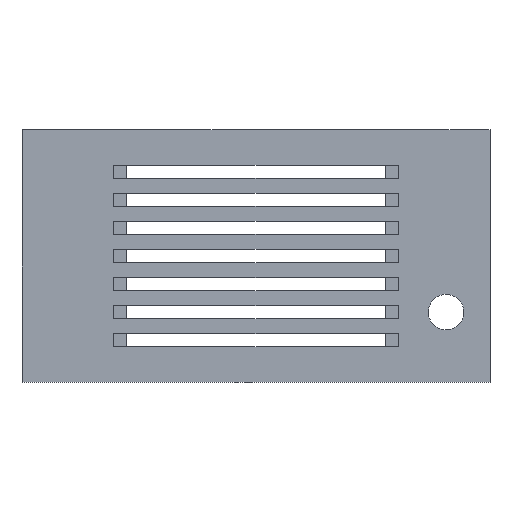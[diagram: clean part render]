
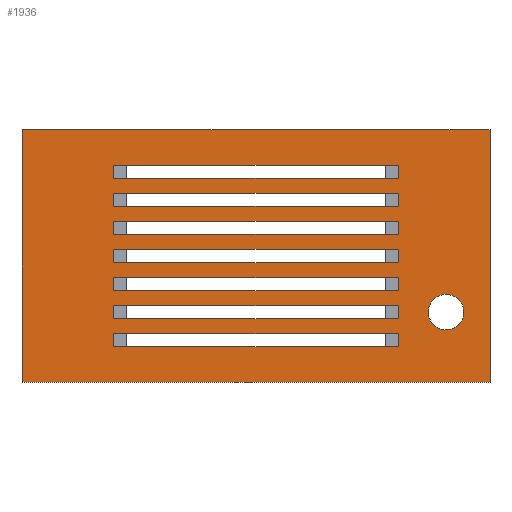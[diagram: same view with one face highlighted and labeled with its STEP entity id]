
A CAD part, top view. The second image highlights one B-rep face of the part: STEP entity #1936.
In plain terms, the highlighted planar face has unit normal (0, 0, 1).
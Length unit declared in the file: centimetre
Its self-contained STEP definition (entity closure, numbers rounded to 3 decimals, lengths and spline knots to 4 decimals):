
#26=CIRCLE('',#1977,0.95);
#41=FACE_BOUND('',#239,.T.);
#42=FACE_BOUND('',#240,.T.);
#43=FACE_BOUND('',#241,.T.);
#44=FACE_BOUND('',#242,.T.);
#45=FACE_BOUND('',#243,.T.);
#46=FACE_BOUND('',#244,.T.);
#47=FACE_BOUND('',#245,.T.);
#48=FACE_BOUND('',#246,.T.);
#137=FACE_OUTER_BOUND('',#238,.T.);
#238=EDGE_LOOP('',(#1714,#1715,#1716,#1717));
#239=EDGE_LOOP('',(#1718));
#240=EDGE_LOOP('',(#1719,#1720,#1721,#1722));
#241=EDGE_LOOP('',(#1723,#1724,#1725,#1726));
#242=EDGE_LOOP('',(#1727,#1728,#1729,#1730));
#243=EDGE_LOOP('',(#1731,#1732,#1733,#1734));
#244=EDGE_LOOP('',(#1735,#1736,#1737,#1738));
#245=EDGE_LOOP('',(#1739,#1740,#1741,#1742));
#246=EDGE_LOOP('',(#1743,#1744,#1745,#1746));
#352=LINE('',#2733,#613);
#369=LINE('',#2771,#630);
#378=LINE('',#2789,#639);
#387=LINE('',#2807,#648);
#396=LINE('',#2825,#657);
#405=LINE('',#2843,#666);
#414=LINE('',#2861,#675);
#423=LINE('',#2879,#684);
#445=LINE('',#2923,#706);
#452=LINE('',#2937,#713);
#459=LINE('',#2951,#720);
#466=LINE('',#2965,#727);
#473=LINE('',#2979,#734);
#480=LINE('',#2993,#741);
#487=LINE('',#3007,#748);
#492=LINE('',#3016,#753);
#493=LINE('',#3018,#754);
#494=LINE('',#3020,#755);
#495=LINE('',#3022,#756);
#496=LINE('',#3024,#757);
#497=LINE('',#3026,#758);
#498=LINE('',#3028,#759);
#499=LINE('',#3030,#760);
#500=LINE('',#3032,#761);
#501=LINE('',#3034,#762);
#502=LINE('',#3036,#763);
#503=LINE('',#3038,#764);
#504=LINE('',#3040,#765);
#505=LINE('',#3042,#766);
#506=LINE('',#3045,#767);
#507=LINE('',#3047,#768);
#508=LINE('',#3048,#769);
#613=VECTOR('',#2212,1.);
#630=VECTOR('',#2249,1.);
#639=VECTOR('',#2262,1.);
#648=VECTOR('',#2275,1.);
#657=VECTOR('',#2288,1.);
#666=VECTOR('',#2301,1.);
#675=VECTOR('',#2314,1.);
#684=VECTOR('',#2327,1.);
#706=VECTOR('',#2367,1.);
#713=VECTOR('',#2380,1.);
#720=VECTOR('',#2393,1.);
#727=VECTOR('',#2406,1.);
#734=VECTOR('',#2419,1.);
#741=VECTOR('',#2432,1.);
#748=VECTOR('',#2445,1.);
#753=VECTOR('',#2456,1.);
#754=VECTOR('',#2459,1.);
#755=VECTOR('',#2462,1.);
#756=VECTOR('',#2465,1.);
#757=VECTOR('',#2468,1.);
#758=VECTOR('',#2471,1.);
#759=VECTOR('',#2474,1.);
#760=VECTOR('',#2477,1.);
#761=VECTOR('',#2480,1.);
#762=VECTOR('',#2483,1.);
#763=VECTOR('',#2486,1.);
#764=VECTOR('',#2489,1.);
#765=VECTOR('',#2492,1.);
#766=VECTOR('',#2495,1.);
#767=VECTOR('',#2498,1.);
#768=VECTOR('',#2499,1.);
#769=VECTOR('',#2500,1.);
#857=VERTEX_POINT('',#2730);
#858=VERTEX_POINT('',#2732);
#861=VERTEX_POINT('',#2744);
#868=VERTEX_POINT('',#2768);
#869=VERTEX_POINT('',#2770);
#875=VERTEX_POINT('',#2786);
#876=VERTEX_POINT('',#2788);
#882=VERTEX_POINT('',#2804);
#883=VERTEX_POINT('',#2806);
#889=VERTEX_POINT('',#2822);
#890=VERTEX_POINT('',#2824);
#896=VERTEX_POINT('',#2840);
#897=VERTEX_POINT('',#2842);
#903=VERTEX_POINT('',#2858);
#904=VERTEX_POINT('',#2860);
#910=VERTEX_POINT('',#2876);
#911=VERTEX_POINT('',#2878);
#923=VERTEX_POINT('',#2920);
#924=VERTEX_POINT('',#2922);
#927=VERTEX_POINT('',#2934);
#928=VERTEX_POINT('',#2936);
#931=VERTEX_POINT('',#2948);
#932=VERTEX_POINT('',#2950);
#935=VERTEX_POINT('',#2962);
#936=VERTEX_POINT('',#2964);
#939=VERTEX_POINT('',#2976);
#940=VERTEX_POINT('',#2978);
#943=VERTEX_POINT('',#2990);
#944=VERTEX_POINT('',#2992);
#947=VERTEX_POINT('',#3004);
#948=VERTEX_POINT('',#3006);
#950=VERTEX_POINT('',#3044);
#951=VERTEX_POINT('',#3046);
#1061=EDGE_CURVE('',#858,#857,#352,.T.);
#1067=EDGE_CURVE('',#861,#861,#26,.T.);
#1079=EDGE_CURVE('',#869,#868,#369,.T.);
#1088=EDGE_CURVE('',#876,#875,#378,.T.);
#1097=EDGE_CURVE('',#883,#882,#387,.T.);
#1106=EDGE_CURVE('',#890,#889,#396,.T.);
#1115=EDGE_CURVE('',#897,#896,#405,.T.);
#1124=EDGE_CURVE('',#904,#903,#414,.T.);
#1133=EDGE_CURVE('',#911,#910,#423,.T.);
#1155=EDGE_CURVE('',#924,#923,#445,.T.);
#1162=EDGE_CURVE('',#928,#927,#452,.T.);
#1169=EDGE_CURVE('',#932,#931,#459,.T.);
#1176=EDGE_CURVE('',#936,#935,#466,.T.);
#1183=EDGE_CURVE('',#940,#939,#473,.T.);
#1190=EDGE_CURVE('',#944,#943,#480,.T.);
#1197=EDGE_CURVE('',#948,#947,#487,.T.);
#1202=EDGE_CURVE('',#943,#869,#492,.T.);
#1203=EDGE_CURVE('',#868,#944,#493,.T.);
#1204=EDGE_CURVE('',#935,#904,#494,.T.);
#1205=EDGE_CURVE('',#903,#936,#495,.T.);
#1206=EDGE_CURVE('',#923,#890,#496,.T.);
#1207=EDGE_CURVE('',#889,#924,#497,.T.);
#1208=EDGE_CURVE('',#939,#876,#498,.T.);
#1209=EDGE_CURVE('',#875,#940,#499,.T.);
#1210=EDGE_CURVE('',#896,#928,#500,.T.);
#1211=EDGE_CURVE('',#927,#897,#501,.T.);
#1212=EDGE_CURVE('',#947,#911,#502,.T.);
#1213=EDGE_CURVE('',#910,#948,#503,.T.);
#1214=EDGE_CURVE('',#931,#883,#504,.T.);
#1215=EDGE_CURVE('',#882,#932,#505,.T.);
#1216=EDGE_CURVE('',#857,#950,#506,.T.);
#1217=EDGE_CURVE('',#950,#951,#507,.T.);
#1218=EDGE_CURVE('',#951,#858,#508,.T.);
#1714=ORIENTED_EDGE('',*,*,#1061,.T.);
#1715=ORIENTED_EDGE('',*,*,#1216,.T.);
#1716=ORIENTED_EDGE('',*,*,#1217,.T.);
#1717=ORIENTED_EDGE('',*,*,#1218,.T.);
#1718=ORIENTED_EDGE('',*,*,#1067,.T.);
#1719=ORIENTED_EDGE('',*,*,#1079,.T.);
#1720=ORIENTED_EDGE('',*,*,#1203,.T.);
#1721=ORIENTED_EDGE('',*,*,#1190,.T.);
#1722=ORIENTED_EDGE('',*,*,#1202,.T.);
#1723=ORIENTED_EDGE('',*,*,#1124,.T.);
#1724=ORIENTED_EDGE('',*,*,#1205,.T.);
#1725=ORIENTED_EDGE('',*,*,#1176,.T.);
#1726=ORIENTED_EDGE('',*,*,#1204,.T.);
#1727=ORIENTED_EDGE('',*,*,#1106,.T.);
#1728=ORIENTED_EDGE('',*,*,#1207,.T.);
#1729=ORIENTED_EDGE('',*,*,#1155,.T.);
#1730=ORIENTED_EDGE('',*,*,#1206,.T.);
#1731=ORIENTED_EDGE('',*,*,#1088,.T.);
#1732=ORIENTED_EDGE('',*,*,#1209,.T.);
#1733=ORIENTED_EDGE('',*,*,#1183,.T.);
#1734=ORIENTED_EDGE('',*,*,#1208,.T.);
#1735=ORIENTED_EDGE('',*,*,#1162,.T.);
#1736=ORIENTED_EDGE('',*,*,#1211,.T.);
#1737=ORIENTED_EDGE('',*,*,#1115,.T.);
#1738=ORIENTED_EDGE('',*,*,#1210,.T.);
#1739=ORIENTED_EDGE('',*,*,#1133,.T.);
#1740=ORIENTED_EDGE('',*,*,#1213,.T.);
#1741=ORIENTED_EDGE('',*,*,#1197,.T.);
#1742=ORIENTED_EDGE('',*,*,#1212,.T.);
#1743=ORIENTED_EDGE('',*,*,#1097,.T.);
#1744=ORIENTED_EDGE('',*,*,#1215,.T.);
#1745=ORIENTED_EDGE('',*,*,#1169,.T.);
#1746=ORIENTED_EDGE('',*,*,#1214,.T.);
#1844=PLANE('',#2039);
#1936=ADVANCED_FACE('',(#137,#41,#42,#43,#44,#45,#46,#47,#48),#1844,.T.);
#1977=AXIS2_PLACEMENT_3D('',#2745,#2224,#2225);
#2039=AXIS2_PLACEMENT_3D('',#3043,#2496,#2497);
#2212=DIRECTION('',(-1.,0.,0.));
#2224=DIRECTION('center_axis',(0.,0.,-1.));
#2225=DIRECTION('ref_axis',(1.,0.,0.));
#2249=DIRECTION('',(1.,0.,0.));
#2262=DIRECTION('',(1.,0.,0.));
#2275=DIRECTION('',(1.,0.,0.));
#2288=DIRECTION('',(1.,0.,0.));
#2301=DIRECTION('',(1.,0.,0.));
#2314=DIRECTION('',(1.,0.,0.));
#2327=DIRECTION('',(1.,0.,0.));
#2367=DIRECTION('',(-1.,0.,0.));
#2380=DIRECTION('',(-1.,0.,0.));
#2393=DIRECTION('',(-1.,0.,0.));
#2406=DIRECTION('',(-1.,0.,0.));
#2419=DIRECTION('',(-1.,0.,0.));
#2432=DIRECTION('',(-1.,0.,0.));
#2445=DIRECTION('',(-1.,0.,0.));
#2456=DIRECTION('',(0.,1.,0.));
#2459=DIRECTION('',(0.,-1.,0.));
#2462=DIRECTION('',(0.,1.,0.));
#2465=DIRECTION('',(0.,-1.,0.));
#2468=DIRECTION('',(0.,1.,0.));
#2471=DIRECTION('',(0.,-1.,0.));
#2474=DIRECTION('',(0.,1.,0.));
#2477=DIRECTION('',(0.,-1.,0.));
#2480=DIRECTION('',(0.,-1.,0.));
#2483=DIRECTION('',(0.,1.,0.));
#2486=DIRECTION('',(0.,1.,0.));
#2489=DIRECTION('',(0.,-1.,0.));
#2492=DIRECTION('',(0.,1.,0.));
#2495=DIRECTION('',(0.,-1.,0.));
#2496=DIRECTION('center_axis',(0.,0.,1.));
#2497=DIRECTION('ref_axis',(0.,1.,0.));
#2498=DIRECTION('',(0.,-1.,0.));
#2499=DIRECTION('',(1.,0.,0.));
#2500=DIRECTION('',(0.,1.,0.));
#2730=CARTESIAN_POINT('',(0.,13.5,1.9));
#2732=CARTESIAN_POINT('',(25.,13.5,1.9));
#2733=CARTESIAN_POINT('',(12.5,13.5,1.9));
#2744=CARTESIAN_POINT('',(21.7026,3.75,1.9));
#2745=CARTESIAN_POINT('Origin',(22.6526,3.75,1.9));
#2768=CARTESIAN_POINT('',(20.1,8.6,1.9));
#2770=CARTESIAN_POINT('',(4.9,8.6,1.9));
#2771=CARTESIAN_POINT('',(8.7,8.6,1.9));
#2786=CARTESIAN_POINT('',(20.1,10.1,1.9));
#2788=CARTESIAN_POINT('',(4.9,10.1,1.9));
#2789=CARTESIAN_POINT('',(8.7,10.1,1.9));
#2804=CARTESIAN_POINT('',(20.1,7.1,1.9));
#2806=CARTESIAN_POINT('',(4.9,7.1,1.9));
#2807=CARTESIAN_POINT('',(8.7,7.1,1.9));
#2822=CARTESIAN_POINT('',(20.1,5.6,1.9));
#2824=CARTESIAN_POINT('',(4.9,5.6,1.9));
#2825=CARTESIAN_POINT('',(8.7,5.6,1.9));
#2840=CARTESIAN_POINT('',(20.1,11.6,1.9));
#2842=CARTESIAN_POINT('',(4.9,11.6,1.9));
#2843=CARTESIAN_POINT('',(8.7,11.6,1.9));
#2858=CARTESIAN_POINT('',(20.1,4.1,1.9));
#2860=CARTESIAN_POINT('',(4.9,4.1,1.9));
#2861=CARTESIAN_POINT('',(8.7,4.1,1.9));
#2876=CARTESIAN_POINT('',(20.1,2.6,1.9));
#2878=CARTESIAN_POINT('',(4.9,2.6,1.9));
#2879=CARTESIAN_POINT('',(8.7,2.6,1.9));
#2920=CARTESIAN_POINT('',(4.9,4.9,1.9));
#2922=CARTESIAN_POINT('',(20.1,4.9,1.9));
#2923=CARTESIAN_POINT('',(16.3,4.9,1.9));
#2934=CARTESIAN_POINT('',(4.9,10.9,1.9));
#2936=CARTESIAN_POINT('',(20.1,10.9,1.9));
#2937=CARTESIAN_POINT('',(16.3,10.9,1.9));
#2948=CARTESIAN_POINT('',(4.9,6.4,1.9));
#2950=CARTESIAN_POINT('',(20.1,6.4,1.9));
#2951=CARTESIAN_POINT('',(16.3,6.4,1.9));
#2962=CARTESIAN_POINT('',(4.9,3.4,1.9));
#2964=CARTESIAN_POINT('',(20.1,3.4,1.9));
#2965=CARTESIAN_POINT('',(16.3,3.4,1.9));
#2976=CARTESIAN_POINT('',(4.9,9.4,1.9));
#2978=CARTESIAN_POINT('',(20.1,9.4,1.9));
#2979=CARTESIAN_POINT('',(16.3,9.4,1.9));
#2990=CARTESIAN_POINT('',(4.9,7.9,1.9));
#2992=CARTESIAN_POINT('',(20.1,7.9,1.9));
#2993=CARTESIAN_POINT('',(16.3,7.9,1.9));
#3004=CARTESIAN_POINT('',(4.9,1.9,1.9));
#3006=CARTESIAN_POINT('',(20.1,1.9,1.9));
#3007=CARTESIAN_POINT('',(16.3,1.9,1.9));
#3016=CARTESIAN_POINT('',(4.9,7.325,1.9));
#3018=CARTESIAN_POINT('',(20.1,7.675,1.9));
#3020=CARTESIAN_POINT('',(4.9,5.075,1.9));
#3022=CARTESIAN_POINT('',(20.1,5.425,1.9));
#3024=CARTESIAN_POINT('',(4.9,5.825,1.9));
#3026=CARTESIAN_POINT('',(20.1,6.175,1.9));
#3028=CARTESIAN_POINT('',(4.9,8.075,1.9));
#3030=CARTESIAN_POINT('',(20.1,8.425,1.9));
#3032=CARTESIAN_POINT('',(20.1,9.175,1.9));
#3034=CARTESIAN_POINT('',(4.9,8.825,1.9));
#3036=CARTESIAN_POINT('',(4.9,4.325,1.9));
#3038=CARTESIAN_POINT('',(20.1,4.675,1.9));
#3040=CARTESIAN_POINT('',(4.9,6.575,1.9));
#3042=CARTESIAN_POINT('',(20.1,6.925,1.9));
#3043=CARTESIAN_POINT('Origin',(12.5,6.75,1.9));
#3044=CARTESIAN_POINT('',(0.,0.,1.9));
#3045=CARTESIAN_POINT('',(0.,6.75,1.9));
#3046=CARTESIAN_POINT('',(25.,0.,1.9));
#3047=CARTESIAN_POINT('',(12.5,0.,1.9));
#3048=CARTESIAN_POINT('',(25.,6.75,1.9));
